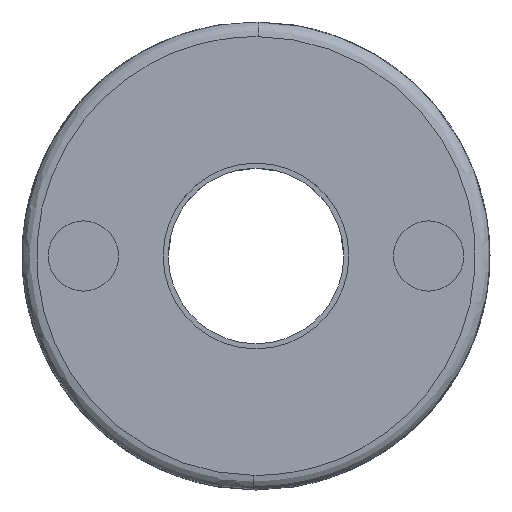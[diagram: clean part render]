
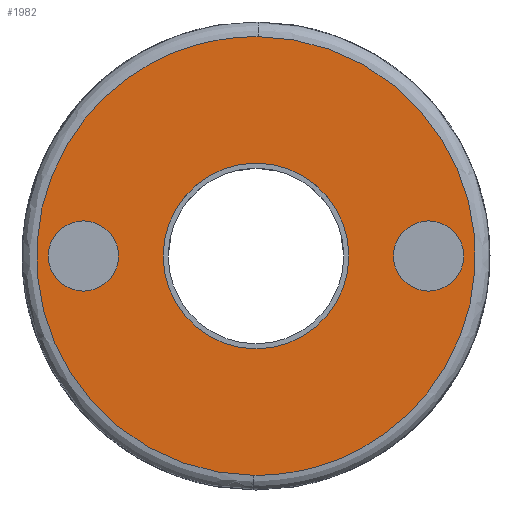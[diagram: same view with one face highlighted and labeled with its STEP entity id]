
A CAD part, left-side view. The second image highlights one B-rep face of the part: STEP entity #1982.
In plain terms, the highlighted planar face has unit normal (-1, 0, 0).
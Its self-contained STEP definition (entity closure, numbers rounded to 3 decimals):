
#56 = EDGE_CURVE ( 'NONE', #4910, #1553, #3853, .T. ) ;
#229 = CIRCLE ( 'NONE', #3722, 1.2 ) ;
#242 = AXIS2_PLACEMENT_3D ( 'NONE', #5151, #5137, #4543 ) ;
#292 = VERTEX_POINT ( 'NONE', #5314 ) ;
#473 = DIRECTION ( 'NONE',  ( 0., 0., -1. ) ) ;
#482 = DIRECTION ( 'NONE',  ( 1., 0., 0. ) ) ;
#491 = CARTESIAN_POINT ( 'NONE',  ( -11.5, -5.9, 0. ) ) ;
#497 = ORIENTED_EDGE ( 'NONE', *, *, #1522, .F. ) ;
#658 = CARTESIAN_POINT ( 'NONE',  ( -11.5, -0.071, 7.5 ) ) ;
#688 = AXIS2_PLACEMENT_3D ( 'NONE', #491, #482, #473 ) ;
#735 = DIRECTION ( 'NONE',  ( 0., 0., 1. ) ) ;
#744 = DIRECTION ( 'NONE',  ( 1., 0., 0. ) ) ;
#755 = CARTESIAN_POINT ( 'NONE',  ( -11.5, 0., 0. ) ) ;
#761 =( BOUNDED_CURVE ( )  B_SPLINE_CURVE ( 3, ( #2738, #2747, #2786, #2789 ),
 .UNSPECIFIED., .F., .F. ) 
 B_SPLINE_CURVE_WITH_KNOTS ( ( 4, 4 ),
 ( 0., 0.003 ),
 .UNSPECIFIED. ) 
 CURVE ( )  GEOMETRIC_REPRESENTATION_ITEM ( )  RATIONAL_B_SPLINE_CURVE ( ( 1., 1., 1., 1. ) ) 
 REPRESENTATION_ITEM ( '' )  );
#782 = VERTEX_POINT ( 'NONE', #2088 ) ;
#838 = CARTESIAN_POINT ( 'NONE',  ( -11.5, 5.9, 0. ) ) ;
#1049 = EDGE_CURVE ( 'NONE', #1553, #4225, #761, .T. ) ;
#1298 = EDGE_CURVE ( 'NONE', #3563, #2148, #5023, .T. ) ;
#1522 = EDGE_CURVE ( 'NONE', #4225, #4853, #5142, .T. ) ;
#1551 = EDGE_CURVE ( 'NONE', #4853, #4910, #3772, .T. ) ;
#1553 = VERTEX_POINT ( 'NONE', #3936 ) ;
#1588 = EDGE_LOOP ( 'NONE', ( #2889, #3012 ) ) ;
#1614 = CARTESIAN_POINT ( 'NONE',  ( -11.5, 0., -3.175 ) ) ;
#1747 = PLANE ( 'NONE',  #3574 ) ;
#1818 = DIRECTION ( 'NONE',  ( 1., 0., 0. ) ) ;
#1982 = ADVANCED_FACE ( 'NONE', ( #4714, #4710, #4701, #4690 ), #1747, .F. ) ;
#2088 = CARTESIAN_POINT ( 'NONE',  ( -11.5, 5.9, -1.2 ) ) ;
#2092 = CIRCLE ( 'NONE', #2669, 1.2 ) ;
#2148 = VERTEX_POINT ( 'NONE', #4517 ) ;
#2247 = CIRCLE ( 'NONE', #688, 1.2 ) ;
#2310 = CIRCLE ( 'NONE', #4377, 3.175 ) ;
#2388 = ORIENTED_EDGE ( 'NONE', *, *, #5336, .T. ) ;
#2420 = ORIENTED_EDGE ( 'NONE', *, *, #1049, .F. ) ;
#2438 = DIRECTION ( 'NONE',  ( 0., 0., -1. ) ) ;
#2447 = DIRECTION ( 'NONE',  ( 1., 0., 0. ) ) ;
#2450 = CARTESIAN_POINT ( 'NONE',  ( -11.5, -5.9, 0. ) ) ;
#2465 = ORIENTED_EDGE ( 'NONE', *, *, #4045, .T. ) ;
#2573 = ORIENTED_EDGE ( 'NONE', *, *, #56, .F. ) ;
#2669 = AXIS2_PLACEMENT_3D ( 'NONE', #838, #5061, #5392 ) ;
#2738 = CARTESIAN_POINT ( 'NONE',  ( -11.5, 0., 7.5 ) ) ;
#2747 = CARTESIAN_POINT ( 'NONE',  ( -11.5, -0.024, 7.5 ) ) ;
#2768 = EDGE_LOOP ( 'NONE', ( #2948, #2884 ) ) ;
#2786 = CARTESIAN_POINT ( 'NONE',  ( -11.5, -0.047, 7.5 ) ) ;
#2789 = CARTESIAN_POINT ( 'NONE',  ( -11.5, -0.071, 7.5 ) ) ;
#2884 = ORIENTED_EDGE ( 'NONE', *, *, #3913, .T. ) ;
#2889 = ORIENTED_EDGE ( 'NONE', *, *, #3852, .T. ) ;
#2935 = VERTEX_POINT ( 'NONE', #4914 ) ;
#2948 = ORIENTED_EDGE ( 'NONE', *, *, #3381, .T. ) ;
#3006 = ORIENTED_EDGE ( 'NONE', *, *, #1551, .F. ) ;
#3012 = ORIENTED_EDGE ( 'NONE', *, *, #1298, .T. ) ;
#3069 = VERTEX_POINT ( 'NONE', #4290 ) ;
#3181 = CIRCLE ( 'NONE', #4318, 1.2 ) ;
#3381 = EDGE_CURVE ( 'NONE', #2935, #292, #3181, .T. ) ;
#3517 = DIRECTION ( 'NONE',  ( 0., 0., -1. ) ) ;
#3533 = DIRECTION ( 'NONE',  ( 1., 0., 0. ) ) ;
#3556 = CARTESIAN_POINT ( 'NONE',  ( -11.5, 5.9, 0. ) ) ;
#3563 = VERTEX_POINT ( 'NONE', #1614 ) ;
#3574 = AXIS2_PLACEMENT_3D ( 'NONE', #4803, #1818, #4794 ) ;
#3722 = AXIS2_PLACEMENT_3D ( 'NONE', #3556, #3533, #3517 ) ;
#3772 =( BOUNDED_CURVE ( )  B_SPLINE_CURVE ( 3, ( #3953, #3957, #3970, #3974 ),
 .UNSPECIFIED., .F., .F. ) 
 B_SPLINE_CURVE_WITH_KNOTS ( ( 4, 4 ),
 ( 0., 0.003 ),
 .UNSPECIFIED. ) 
 CURVE ( )  GEOMETRIC_REPRESENTATION_ITEM ( )  RATIONAL_B_SPLINE_CURVE ( ( 1., 1., 1., 1. ) ) 
 REPRESENTATION_ITEM ( '' )  );
#3842 = CARTESIAN_POINT ( 'NONE',  ( -11.5, -14.93, 7.36 ) ) ;
#3850 = CARTESIAN_POINT ( 'NONE',  ( -11.5, -14.86, -7.5 ) ) ;
#3852 = EDGE_CURVE ( 'NONE', #2148, #3563, #2310, .T. ) ;
#3853 =( BOUNDED_CURVE ( )  B_SPLINE_CURVE ( 3, ( #4127, #4166, #4202, #4103 ),
 .UNSPECIFIED., .F., .F. ) 
 B_SPLINE_CURVE_WITH_KNOTS ( ( 4, 4 ),
 ( 0.003, 1. ),
 .UNSPECIFIED. ) 
 CURVE ( )  GEOMETRIC_REPRESENTATION_ITEM ( )  RATIONAL_B_SPLINE_CURVE ( ( 1., 0.336, 0.336, 1. ) ) 
 REPRESENTATION_ITEM ( '' )  );
#3856 = CARTESIAN_POINT ( 'NONE',  ( -11.5, 0., -7.5 ) ) ;
#3913 = EDGE_CURVE ( 'NONE', #292, #2935, #2247, .T. ) ;
#3936 = CARTESIAN_POINT ( 'NONE',  ( -11.5, 0., 7.5 ) ) ;
#3953 = CARTESIAN_POINT ( 'NONE',  ( -11.5, 0., -7.5 ) ) ;
#3957 = CARTESIAN_POINT ( 'NONE',  ( -11.5, 0.024, -7.5 ) ) ;
#3970 = CARTESIAN_POINT ( 'NONE',  ( -11.5, 0.047, -7.5 ) ) ;
#3974 = CARTESIAN_POINT ( 'NONE',  ( -11.5, 0.071, -7.5 ) ) ;
#4040 = CARTESIAN_POINT ( 'NONE',  ( -11.5, -0.071, 7.5 ) ) ;
#4045 = EDGE_CURVE ( 'NONE', #3069, #782, #2092, .T. ) ;
#4103 = CARTESIAN_POINT ( 'NONE',  ( -11.5, 0., 7.5 ) ) ;
#4127 = CARTESIAN_POINT ( 'NONE',  ( -11.5, 0.071, -7.5 ) ) ;
#4166 = CARTESIAN_POINT ( 'NONE',  ( -11.5, 14.93, -7.36 ) ) ;
#4202 = CARTESIAN_POINT ( 'NONE',  ( -11.5, 14.86, 7.5 ) ) ;
#4225 = VERTEX_POINT ( 'NONE', #658 ) ;
#4290 = CARTESIAN_POINT ( 'NONE',  ( -11.5, 5.9, 1.2 ) ) ;
#4318 = AXIS2_PLACEMENT_3D ( 'NONE', #2450, #2447, #2438 ) ;
#4377 = AXIS2_PLACEMENT_3D ( 'NONE', #755, #744, #735 ) ;
#4488 = CARTESIAN_POINT ( 'NONE',  ( -11.5, 0., -7.5 ) ) ;
#4517 = CARTESIAN_POINT ( 'NONE',  ( -11.5, 0., 3.175 ) ) ;
#4543 = DIRECTION ( 'NONE',  ( 0., 0., 1. ) ) ;
#4690 = FACE_OUTER_BOUND ( 'NONE', #5044, .T. ) ;
#4701 = FACE_BOUND ( 'NONE', #4709, .T. ) ;
#4709 = EDGE_LOOP ( 'NONE', ( #2388, #2465 ) ) ;
#4710 = FACE_BOUND ( 'NONE', #2768, .T. ) ;
#4714 = FACE_BOUND ( 'NONE', #1588, .T. ) ;
#4794 = DIRECTION ( 'NONE',  ( 0., 0., -1. ) ) ;
#4803 = CARTESIAN_POINT ( 'NONE',  ( -11.5, 0., 0. ) ) ;
#4853 = VERTEX_POINT ( 'NONE', #4488 ) ;
#4910 = VERTEX_POINT ( 'NONE', #5346 ) ;
#4914 = CARTESIAN_POINT ( 'NONE',  ( -11.5, -5.9, -1.2 ) ) ;
#5023 = CIRCLE ( 'NONE', #242, 3.175 ) ;
#5044 = EDGE_LOOP ( 'NONE', ( #2420, #2573, #3006, #497 ) ) ;
#5061 = DIRECTION ( 'NONE',  ( 1., 0., 0. ) ) ;
#5137 = DIRECTION ( 'NONE',  ( 1., 0., 0. ) ) ;
#5142 =( BOUNDED_CURVE ( )  B_SPLINE_CURVE ( 3, ( #4040, #3842, #3850, #3856 ),
 .UNSPECIFIED., .F., .F. ) 
 B_SPLINE_CURVE_WITH_KNOTS ( ( 4, 4 ),
 ( 0.003, 1. ),
 .UNSPECIFIED. ) 
 CURVE ( )  GEOMETRIC_REPRESENTATION_ITEM ( )  RATIONAL_B_SPLINE_CURVE ( ( 1., 0.336, 0.336, 1. ) ) 
 REPRESENTATION_ITEM ( '' )  );
#5151 = CARTESIAN_POINT ( 'NONE',  ( -11.5, 0., 0. ) ) ;
#5314 = CARTESIAN_POINT ( 'NONE',  ( -11.5, -5.9, 1.2 ) ) ;
#5336 = EDGE_CURVE ( 'NONE', #782, #3069, #229, .T. ) ;
#5346 = CARTESIAN_POINT ( 'NONE',  ( -11.5, 0.071, -7.5 ) ) ;
#5392 = DIRECTION ( 'NONE',  ( 0., 0., -1. ) ) ;
